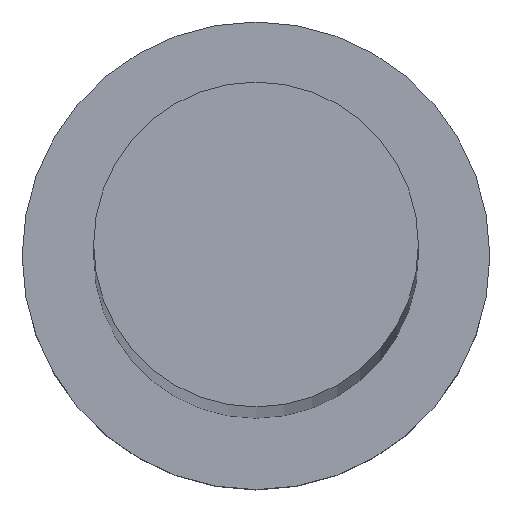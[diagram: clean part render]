
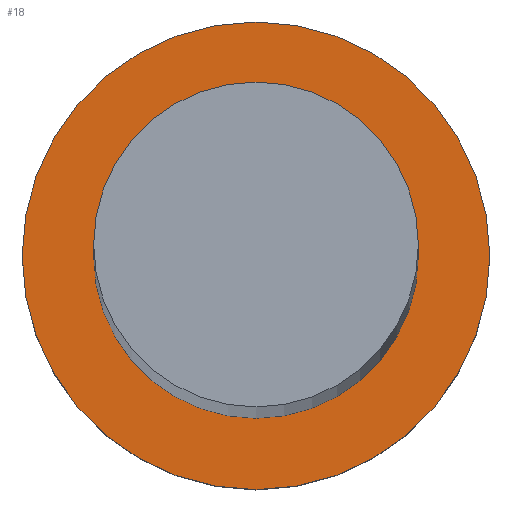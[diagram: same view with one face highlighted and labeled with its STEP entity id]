
A CAD part, top view. The second image highlights one B-rep face of the part: STEP entity #18.
In plain terms, the highlighted planar face has unit normal (0, 0, 1).
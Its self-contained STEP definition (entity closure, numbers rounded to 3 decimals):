
#2 = DIRECTION ( 'NONE',  ( 1., 0., 0. ) ) ;
#10 = CIRCLE ( 'NONE', #181, 9. ) ;
#15 = DIRECTION ( 'NONE',  ( 0., 0., 1. ) ) ;
#18 = ADVANCED_FACE ( 'NONE', ( #134, #200 ), #63, .T. ) ;
#21 = AXIS2_PLACEMENT_3D ( 'NONE', #52, #212, #107 ) ;
#33 = CARTESIAN_POINT ( 'NONE',  ( 0., 0., 7. ) ) ;
#35 = DIRECTION ( 'NONE',  ( 1., 0., 0. ) ) ;
#52 = CARTESIAN_POINT ( 'NONE',  ( 0., 0., 7. ) ) ;
#55 = EDGE_CURVE ( 'NONE', #80, #194, #197, .T. ) ;
#63 = PLANE ( 'NONE',  #108 ) ;
#65 = VERTEX_POINT ( 'NONE', #158 ) ;
#66 = CARTESIAN_POINT ( 'NONE',  ( 0., 0., 7. ) ) ;
#68 = DIRECTION ( 'NONE',  ( 0., 0., 1. ) ) ;
#79 = AXIS2_PLACEMENT_3D ( 'NONE', #66, #68, #2 ) ;
#80 = VERTEX_POINT ( 'NONE', #138 ) ;
#87 = DIRECTION ( 'NONE',  ( 1., 0., 0. ) ) ;
#88 = AXIS2_PLACEMENT_3D ( 'NONE', #187, #231, #87 ) ;
#95 = ORIENTED_EDGE ( 'NONE', *, *, #206, .F. ) ;
#99 = DIRECTION ( 'NONE',  ( 1., 0., 0. ) ) ;
#105 = CARTESIAN_POINT ( 'NONE',  ( 9., 0., 7. ) ) ;
#107 = DIRECTION ( 'NONE',  ( 1., 0., 0. ) ) ;
#108 = AXIS2_PLACEMENT_3D ( 'NONE', #218, #216, #99 ) ;
#119 = CIRCLE ( 'NONE', #88, 9. ) ;
#134 = FACE_BOUND ( 'NONE', #173, .T. ) ;
#138 = CARTESIAN_POINT ( 'NONE',  ( -6.25, 0., 7. ) ) ;
#149 = VERTEX_POINT ( 'NONE', #105 ) ;
#152 = ORIENTED_EDGE ( 'NONE', *, *, #213, .T. ) ;
#153 = EDGE_CURVE ( 'NONE', #149, #65, #119, .T. ) ;
#158 = CARTESIAN_POINT ( 'NONE',  ( -9., 0., 7. ) ) ;
#171 = ORIENTED_EDGE ( 'NONE', *, *, #55, .F. ) ;
#173 = EDGE_LOOP ( 'NONE', ( #171, #95 ) ) ;
#181 = AXIS2_PLACEMENT_3D ( 'NONE', #33, #15, #35 ) ;
#187 = CARTESIAN_POINT ( 'NONE',  ( 0., 0., 7. ) ) ;
#193 = CIRCLE ( 'NONE', #21, 6.25 ) ;
#194 = VERTEX_POINT ( 'NONE', #210 ) ;
#197 = CIRCLE ( 'NONE', #79, 6.25 ) ;
#200 = FACE_OUTER_BOUND ( 'NONE', #253, .T. ) ;
#206 = EDGE_CURVE ( 'NONE', #194, #80, #193, .T. ) ;
#210 = CARTESIAN_POINT ( 'NONE',  ( 6.25, 0., 7. ) ) ;
#212 = DIRECTION ( 'NONE',  ( 0., 0., 1. ) ) ;
#213 = EDGE_CURVE ( 'NONE', #65, #149, #10, .T. ) ;
#216 = DIRECTION ( 'NONE',  ( 0., 0., 1. ) ) ;
#218 = CARTESIAN_POINT ( 'NONE',  ( 0., 0., 7. ) ) ;
#230 = ORIENTED_EDGE ( 'NONE', *, *, #153, .T. ) ;
#231 = DIRECTION ( 'NONE',  ( 0., 0., 1. ) ) ;
#253 = EDGE_LOOP ( 'NONE', ( #152, #230 ) ) ;
